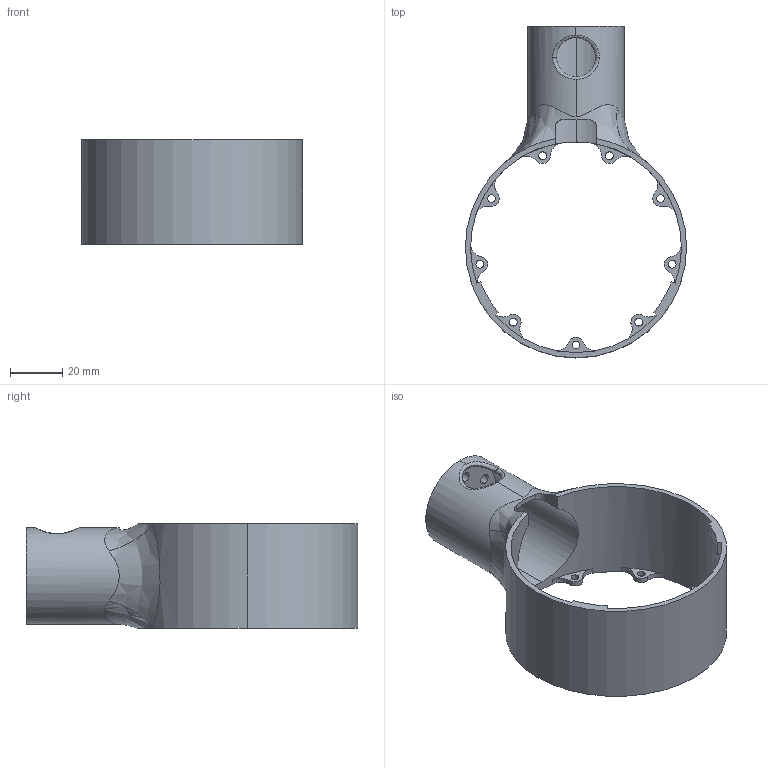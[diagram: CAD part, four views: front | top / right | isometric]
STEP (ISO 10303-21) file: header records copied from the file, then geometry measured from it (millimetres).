
FILE_DESCRIPTION (( 'STEP AP214' ), '1' );
FILE_NAME ('axis2_萇儂欶2.STEP', '2023-10-29T03:17:23', ( '' ), ( '' ), 'SwSTEP 2.0', 'SolidWorks 2023', '' );
FILE_SCHEMA (( 'AUTOMOTIVE_DESIGN' ));
Length unit declared in the file: millimetre
Products named in the file (1): axis2_电机罩2
Bounding box: 85 x 127.5 x 40 mm (x, y, z)
Volume: 33644.3 mm3; surface area: 31840.4 mm2
Topology: 1 solids, 1 shells, 111 faces, 328 edges, 216 vertices
Faces by surface type: cylinder 81, plane 22, bspline 8
Entity records: 5561 total; most frequent: CARTESIAN_POINT 2408, DIRECTION 695, ORIENTED_EDGE 656, EDGE_CURVE 328, AXIS2_PLACEMENT_3D 290, VERTEX_POINT 216, CIRCLE 186, EDGE_LOOP 142
